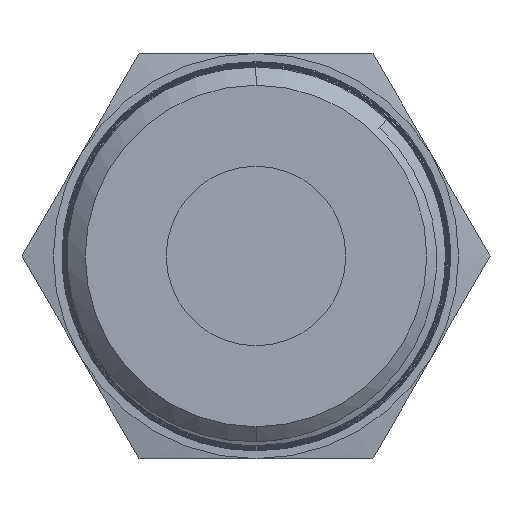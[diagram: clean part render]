
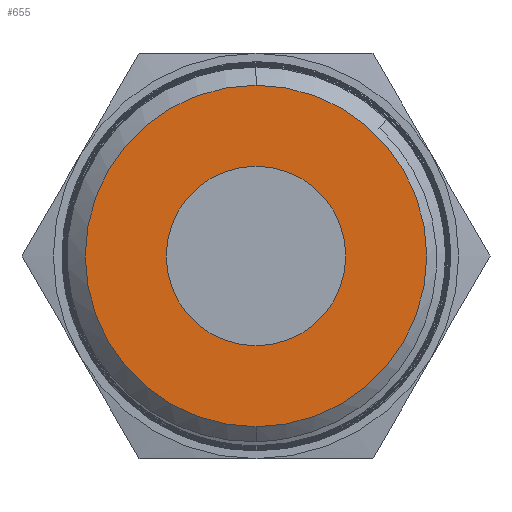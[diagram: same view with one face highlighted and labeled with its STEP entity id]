
A CAD part, front view. The second image highlights one B-rep face of the part: STEP entity #655.
In plain terms, the highlighted planar face has unit normal (0, -1, 0).
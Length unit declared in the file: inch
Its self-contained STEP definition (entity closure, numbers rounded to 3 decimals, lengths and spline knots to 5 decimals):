
#54 = DIRECTION ( 'NONE',  ( 0., 0., -1. ) ) ;
#58 = EDGE_CURVE ( 'NONE', #2777, #109, #4005, .T. ) ;
#109 = VERTEX_POINT ( 'NONE', #1552 ) ;
#133 = ORIENTED_EDGE ( 'NONE', *, *, #58, .F. ) ;
#149 = DIRECTION ( 'NONE',  ( 0., 0., -1. ) ) ;
#156 = DIRECTION ( 'NONE',  ( 0., 0., -1. ) ) ;
#217 = AXIS2_PLACEMENT_3D ( 'NONE', #1777, #3061, #149 ) ;
#429 = AXIS2_PLACEMENT_3D ( 'NONE', #478, #4073, #1136 ) ;
#478 = CARTESIAN_POINT ( 'NONE',  ( 0., -0.35433, 0. ) ) ;
#500 = PLANE ( 'NONE',  #1511 ) ;
#624 = EDGE_CURVE ( 'NONE', #1569, #2598, #1922, .T. ) ;
#655 = ADVANCED_FACE ( 'NONE', ( #4091, #2776 ), #500, .T. ) ;
#1136 = DIRECTION ( 'NONE',  ( 0., 0., -1. ) ) ;
#1197 = DIRECTION ( 'NONE',  ( 0., 0., -1. ) ) ;
#1511 = AXIS2_PLACEMENT_3D ( 'NONE', #1522, #2816, #1197 ) ;
#1522 = CARTESIAN_POINT ( 'NONE',  ( 0., -0.35433, 0. ) ) ;
#1552 = CARTESIAN_POINT ( 'NONE',  ( 0., -0.35433, 0.157 ) ) ;
#1569 = VERTEX_POINT ( 'NONE', #2730 ) ;
#1672 = CARTESIAN_POINT ( 'NONE',  ( 0., -0.35433, 0. ) ) ;
#1777 = CARTESIAN_POINT ( 'NONE',  ( 0., -0.35433, 0. ) ) ;
#1922 = CIRCLE ( 'NONE', #429, 0.2985 ) ;
#1926 = EDGE_CURVE ( 'NONE', #109, #2777, #2954, .T. ) ;
#2282 = ORIENTED_EDGE ( 'NONE', *, *, #1926, .F. ) ;
#2414 = CARTESIAN_POINT ( 'NONE',  ( 0., -0.35433, -0.157 ) ) ;
#2446 = ORIENTED_EDGE ( 'NONE', *, *, #624, .T. ) ;
#2598 = VERTEX_POINT ( 'NONE', #2760 ) ;
#2642 = DIRECTION ( 'NONE',  ( 0., -1., 0. ) ) ;
#2730 = CARTESIAN_POINT ( 'NONE',  ( 0., -0.35433, 0.2985 ) ) ;
#2760 = CARTESIAN_POINT ( 'NONE',  ( 0., -0.35433, -0.2985 ) ) ;
#2767 = AXIS2_PLACEMENT_3D ( 'NONE', #1672, #2642, #54 ) ;
#2776 = FACE_BOUND ( 'NONE', #3232, .T. ) ;
#2777 = VERTEX_POINT ( 'NONE', #2414 ) ;
#2816 = DIRECTION ( 'NONE',  ( 0., -1., 0. ) ) ;
#2940 = EDGE_LOOP ( 'NONE', ( #2446, #3818 ) ) ;
#2954 = CIRCLE ( 'NONE', #4148, 0.157 ) ;
#3061 = DIRECTION ( 'NONE',  ( 0., -1., 0. ) ) ;
#3142 = CARTESIAN_POINT ( 'NONE',  ( 0., -0.35433, 0. ) ) ;
#3232 = EDGE_LOOP ( 'NONE', ( #133, #2282 ) ) ;
#3639 = CIRCLE ( 'NONE', #2767, 0.2985 ) ;
#3761 = EDGE_CURVE ( 'NONE', #2598, #1569, #3639, .T. ) ;
#3818 = ORIENTED_EDGE ( 'NONE', *, *, #3761, .T. ) ;
#4005 = CIRCLE ( 'NONE', #217, 0.157 ) ;
#4073 = DIRECTION ( 'NONE',  ( 0., -1., 0. ) ) ;
#4091 = FACE_OUTER_BOUND ( 'NONE', #2940, .T. ) ;
#4106 = DIRECTION ( 'NONE',  ( 0., -1., 0. ) ) ;
#4148 = AXIS2_PLACEMENT_3D ( 'NONE', #3142, #4106, #156 ) ;
